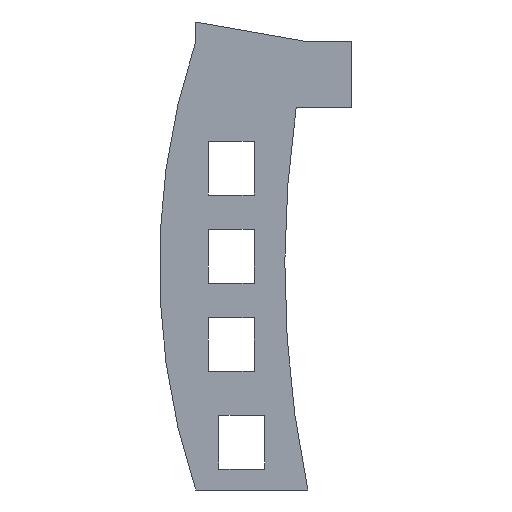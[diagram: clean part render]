
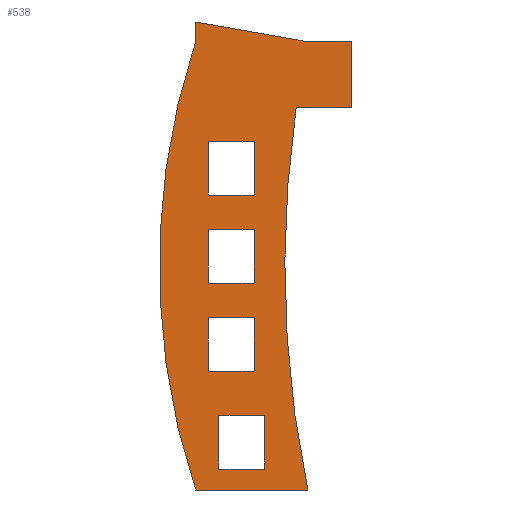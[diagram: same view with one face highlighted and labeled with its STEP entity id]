
A CAD part, front view. The second image highlights one B-rep face of the part: STEP entity #538.
In plain terms, the highlighted planar face has unit normal (0, -1, 0).
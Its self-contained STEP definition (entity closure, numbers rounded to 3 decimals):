
#19=FACE_BOUND('',#85,.T.);
#20=FACE_BOUND('',#86,.T.);
#21=FACE_BOUND('',#87,.T.);
#22=FACE_BOUND('',#88,.T.);
#23=CIRCLE('',#581,160.675);
#25=CIRCLE('',#585,250.28);
#54=FACE_OUTER_BOUND('',#84,.T.);
#84=EDGE_LOOP('',(#465,#466,#467,#468,#469,#470,#471,#472));
#85=EDGE_LOOP('',(#473,#474,#475,#476));
#86=EDGE_LOOP('',(#477,#478,#479,#480));
#87=EDGE_LOOP('',(#481,#482,#483,#484));
#88=EDGE_LOOP('',(#485,#486,#487,#488));
#91=LINE('',#727,#159);
#94=LINE('',#733,#162);
#97=LINE('',#739,#165);
#101=LINE('',#748,#169);
#105=LINE('',#755,#173);
#108=LINE('',#761,#176);
#110=LINE('',#764,#178);
#113=LINE('',#772,#181);
#117=LINE('',#779,#185);
#120=LINE('',#785,#188);
#122=LINE('',#788,#190);
#125=LINE('',#796,#193);
#129=LINE('',#803,#197);
#132=LINE('',#809,#200);
#134=LINE('',#812,#202);
#137=LINE('',#820,#205);
#141=LINE('',#827,#209);
#144=LINE('',#833,#212);
#146=LINE('',#836,#214);
#149=LINE('',#844,#217);
#152=LINE('',#848,#220);
#154=LINE('',#857,#222);
#159=VECTOR('',#595,10.);
#162=VECTOR('',#600,10.);
#165=VECTOR('',#605,10.);
#169=VECTOR('',#611,10.);
#173=VECTOR('',#617,10.);
#176=VECTOR('',#622,10.);
#178=VECTOR('',#626,10.);
#181=VECTOR('',#631,10.);
#185=VECTOR('',#637,10.);
#188=VECTOR('',#642,10.);
#190=VECTOR('',#646,10.);
#193=VECTOR('',#651,10.);
#197=VECTOR('',#657,10.);
#200=VECTOR('',#662,10.);
#202=VECTOR('',#666,10.);
#205=VECTOR('',#671,10.);
#209=VECTOR('',#677,10.);
#212=VECTOR('',#682,10.);
#214=VECTOR('',#686,10.);
#217=VECTOR('',#691,10.);
#220=VECTOR('',#696,10.);
#222=VECTOR('',#706,10.);
#227=VERTEX_POINT('',#724);
#228=VERTEX_POINT('',#726);
#230=VERTEX_POINT('',#732);
#232=VERTEX_POINT('',#738);
#235=VERTEX_POINT('',#745);
#236=VERTEX_POINT('',#747);
#238=VERTEX_POINT('',#753);
#240=VERTEX_POINT('',#759);
#243=VERTEX_POINT('',#769);
#244=VERTEX_POINT('',#771);
#246=VERTEX_POINT('',#777);
#248=VERTEX_POINT('',#783);
#251=VERTEX_POINT('',#793);
#252=VERTEX_POINT('',#795);
#254=VERTEX_POINT('',#801);
#256=VERTEX_POINT('',#807);
#259=VERTEX_POINT('',#817);
#260=VERTEX_POINT('',#819);
#262=VERTEX_POINT('',#825);
#264=VERTEX_POINT('',#831);
#267=VERTEX_POINT('',#841);
#268=VERTEX_POINT('',#843);
#269=VERTEX_POINT('',#850);
#271=VERTEX_POINT('',#856);
#275=EDGE_CURVE('',#228,#227,#91,.T.);
#278=EDGE_CURVE('',#230,#228,#94,.T.);
#281=EDGE_CURVE('',#232,#230,#97,.T.);
#285=EDGE_CURVE('',#236,#235,#101,.T.);
#289=EDGE_CURVE('',#235,#238,#105,.T.);
#292=EDGE_CURVE('',#238,#240,#108,.T.);
#294=EDGE_CURVE('',#240,#236,#110,.T.);
#297=EDGE_CURVE('',#244,#243,#113,.T.);
#301=EDGE_CURVE('',#243,#246,#117,.T.);
#304=EDGE_CURVE('',#246,#248,#120,.T.);
#306=EDGE_CURVE('',#248,#244,#122,.T.);
#309=EDGE_CURVE('',#252,#251,#125,.T.);
#313=EDGE_CURVE('',#251,#254,#129,.T.);
#316=EDGE_CURVE('',#254,#256,#132,.T.);
#318=EDGE_CURVE('',#256,#252,#134,.T.);
#321=EDGE_CURVE('',#260,#259,#137,.T.);
#325=EDGE_CURVE('',#259,#262,#141,.T.);
#328=EDGE_CURVE('',#262,#264,#144,.T.);
#330=EDGE_CURVE('',#264,#260,#146,.T.);
#333=EDGE_CURVE('',#268,#267,#149,.T.);
#336=EDGE_CURVE('',#227,#268,#152,.T.);
#337=EDGE_CURVE('',#269,#267,#23,.T.);
#340=EDGE_CURVE('',#271,#269,#154,.T.);
#343=EDGE_CURVE('',#232,#271,#25,.T.);
#465=ORIENTED_EDGE('',*,*,#337,.F.);
#466=ORIENTED_EDGE('',*,*,#340,.F.);
#467=ORIENTED_EDGE('',*,*,#343,.F.);
#468=ORIENTED_EDGE('',*,*,#281,.T.);
#469=ORIENTED_EDGE('',*,*,#278,.T.);
#470=ORIENTED_EDGE('',*,*,#275,.T.);
#471=ORIENTED_EDGE('',*,*,#336,.T.);
#472=ORIENTED_EDGE('',*,*,#333,.T.);
#473=ORIENTED_EDGE('',*,*,#285,.T.);
#474=ORIENTED_EDGE('',*,*,#289,.T.);
#475=ORIENTED_EDGE('',*,*,#292,.T.);
#476=ORIENTED_EDGE('',*,*,#294,.T.);
#477=ORIENTED_EDGE('',*,*,#297,.T.);
#478=ORIENTED_EDGE('',*,*,#301,.T.);
#479=ORIENTED_EDGE('',*,*,#304,.T.);
#480=ORIENTED_EDGE('',*,*,#306,.T.);
#481=ORIENTED_EDGE('',*,*,#309,.T.);
#482=ORIENTED_EDGE('',*,*,#313,.T.);
#483=ORIENTED_EDGE('',*,*,#316,.T.);
#484=ORIENTED_EDGE('',*,*,#318,.T.);
#485=ORIENTED_EDGE('',*,*,#321,.T.);
#486=ORIENTED_EDGE('',*,*,#325,.T.);
#487=ORIENTED_EDGE('',*,*,#328,.T.);
#488=ORIENTED_EDGE('',*,*,#330,.T.);
#512=PLANE('',#588);
#538=ADVANCED_FACE('',(#54,#19,#20,#21,#22),#512,.F.);
#581=AXIS2_PLACEMENT_3D('',#851,#699,#700);
#585=AXIS2_PLACEMENT_3D('',#862,#711,#712);
#588=AXIS2_PLACEMENT_3D('',#865,#717,#718);
#595=DIRECTION('',(-1.,0.,0.));
#600=DIRECTION('',(0.,0.,1.));
#605=DIRECTION('',(1.,0.,0.));
#611=DIRECTION('',(0.,0.,1.));
#617=DIRECTION('',(1.,0.,0.));
#622=DIRECTION('',(0.,0.,-1.));
#626=DIRECTION('',(-1.,0.,0.));
#631=DIRECTION('',(0.,0.,1.));
#637=DIRECTION('',(1.,0.,0.));
#642=DIRECTION('',(0.,0.,-1.));
#646=DIRECTION('',(-1.,0.,0.));
#651=DIRECTION('',(0.,0.,1.));
#657=DIRECTION('',(1.,0.,0.));
#662=DIRECTION('',(0.,0.,-1.));
#666=DIRECTION('',(-1.,0.,0.));
#671=DIRECTION('',(0.,0.,-1.));
#677=DIRECTION('',(-1.,0.,0.));
#682=DIRECTION('',(0.,0.,1.));
#686=DIRECTION('',(1.,0.,0.));
#691=DIRECTION('',(0.,0.,-1.));
#696=DIRECTION('',(-0.985,0.,0.174));
#699=DIRECTION('center_axis',(0.,1.,0.));
#700=DIRECTION('ref_axis',(-0.949,0.,-0.316));
#706=DIRECTION('',(-1.,0.,0.));
#711=DIRECTION('center_axis',(0.,-1.,0.));
#712=DIRECTION('ref_axis',(0.979,0.,0.203));
#717=DIRECTION('center_axis',(0.,1.,0.));
#718=DIRECTION('ref_axis',(0.,0.,1.));
#724=CARTESIAN_POINT('',(12.7,0.,50.8));
#726=CARTESIAN_POINT('',(22.7,0.,50.8));
#727=CARTESIAN_POINT('',(12.7,0.,50.8));
#732=CARTESIAN_POINT('',(22.7,0.,35.8));
#733=CARTESIAN_POINT('',(22.7,0.,50.8));
#738=CARTESIAN_POINT('',(10.064,0.,35.8));
#739=CARTESIAN_POINT('',(22.7,0.,35.8));
#745=CARTESIAN_POINT('',(-9.837,0.,-11.739));
#747=CARTESIAN_POINT('',(-9.837,0.,-23.939));
#748=CARTESIAN_POINT('',(-9.837,0.,-5.869));
#753=CARTESIAN_POINT('',(0.563,0.,-11.739));
#755=CARTESIAN_POINT('',(-1.779,0.,-11.739));
#759=CARTESIAN_POINT('',(0.563,0.,-23.939));
#761=CARTESIAN_POINT('',(0.563,0.,-11.969));
#764=CARTESIAN_POINT('',(-6.979,0.,-23.939));
#769=CARTESIAN_POINT('',(-9.837,0.,8.261));
#771=CARTESIAN_POINT('',(-9.837,0.,-3.939));
#772=CARTESIAN_POINT('',(-9.837,0.,4.131));
#777=CARTESIAN_POINT('',(0.563,0.,8.261));
#779=CARTESIAN_POINT('',(-1.779,0.,8.261));
#783=CARTESIAN_POINT('',(0.563,0.,-3.939));
#785=CARTESIAN_POINT('',(0.563,0.,-1.969));
#788=CARTESIAN_POINT('',(-6.979,0.,-3.939));
#793=CARTESIAN_POINT('',(-7.47,0.,-33.864));
#795=CARTESIAN_POINT('',(-7.47,0.,-46.064));
#796=CARTESIAN_POINT('',(-7.47,0.,-16.932));
#801=CARTESIAN_POINT('',(2.93,0.,-33.864));
#803=CARTESIAN_POINT('',(-0.596,0.,-33.864));
#807=CARTESIAN_POINT('',(2.93,0.,-46.064));
#809=CARTESIAN_POINT('',(2.93,0.,-23.032));
#812=CARTESIAN_POINT('',(-5.796,0.,-46.064));
#817=CARTESIAN_POINT('',(0.563,0.,16.061));
#819=CARTESIAN_POINT('',(0.563,0.,28.261));
#820=CARTESIAN_POINT('',(0.563,0.,8.031));
#825=CARTESIAN_POINT('',(-9.837,0.,16.061));
#827=CARTESIAN_POINT('',(-6.979,0.,16.061));
#831=CARTESIAN_POINT('',(-9.837,0.,28.261));
#833=CARTESIAN_POINT('',(-9.837,0.,14.131));
#836=CARTESIAN_POINT('',(-1.779,0.,28.261));
#841=CARTESIAN_POINT('',(-12.7,0.,50.8));
#843=CARTESIAN_POINT('',(-12.7,0.,55.279));
#844=CARTESIAN_POINT('',(-12.7,0.,50.8));
#848=CARTESIAN_POINT('',(-12.7,0.,55.279));
#850=CARTESIAN_POINT('',(-12.7,0.,-50.8));
#851=CARTESIAN_POINT('Origin',(139.733,0.,0.));
#856=CARTESIAN_POINT('',(12.7,0.,-50.8));
#857=CARTESIAN_POINT('',(12.7,0.,-50.8));
#862=CARTESIAN_POINT('Origin',(257.77,0.,0.));
#865=CARTESIAN_POINT('Origin',(-4.121,0.,0.));
